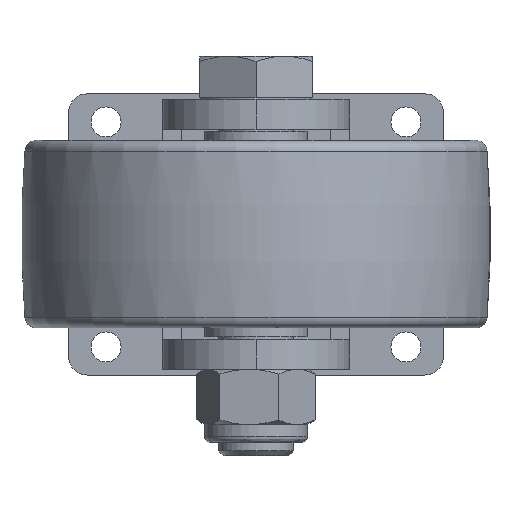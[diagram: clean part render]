
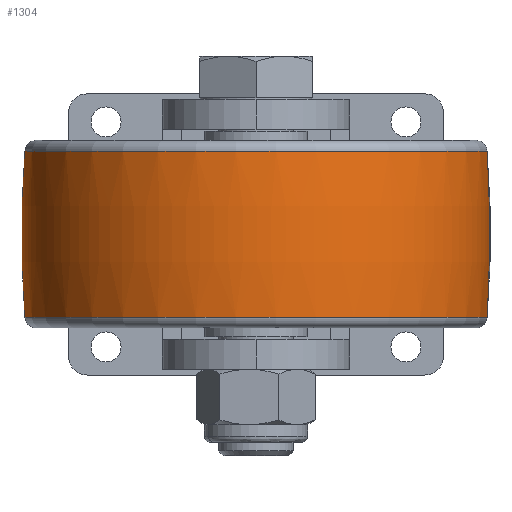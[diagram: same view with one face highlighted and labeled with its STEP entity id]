
A CAD part, front view. The second image highlights one B-rep face of the part: STEP entity #1304.
In plain terms, the highlighted toroidal (fillet/blend) face has major radius 675 mm and minor radius 800 mm.
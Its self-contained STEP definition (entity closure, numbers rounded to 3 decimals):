
#737 = DIRECTION ( 'NONE',  ( 0., 0., -1. ) ) ;
#927 = CARTESIAN_POINT ( 'NONE',  ( 0., -245., -44.182 ) ) ;
#1222 = DIRECTION ( 'NONE',  ( -0.996, 0.088, 0. ) ) ;
#1304 = ADVANCED_FACE ( 'NONE', ( #23442 ), #9499, .T. ) ;
#1839 = AXIS2_PLACEMENT_3D ( 'NONE', #5720, #27905, #8146 ) ;
#2968 = DIRECTION ( 'NONE',  ( 0., 0., 1. ) ) ;
#3029 = CARTESIAN_POINT ( 'NONE',  ( 672.392, -304.275, 0.15 ) ) ;
#4689 = AXIS2_PLACEMENT_3D ( 'NONE', #3029, #25324, #11984 ) ;
#5720 = CARTESIAN_POINT ( 'NONE',  ( -672.392, -185.725, 0.15 ) ) ;
#5914 = CIRCLE ( 'NONE', #9333, 123.771 ) ;
#7443 = AXIS2_PLACEMENT_3D ( 'NONE', #14570, #23523, #1222 ) ;
#8098 = CIRCLE ( 'NONE', #20050, 123.771 ) ;
#8146 = DIRECTION ( 'NONE',  ( -0.996, 0.088, 0. ) ) ;
#9333 = AXIS2_PLACEMENT_3D ( 'NONE', #927, #2968, #18584 ) ;
#9499 = TOROIDAL_SURFACE ( 'NONE', #7443, -675., 800. ) ;
#10668 = EDGE_LOOP ( 'NONE', ( #25580, #15371, #13335, #14876 ) ) ;
#11092 = CARTESIAN_POINT ( 'NONE',  ( 123.293, -255.869, 44.482 ) ) ;
#11603 = EDGE_CURVE ( 'NONE', #12308, #23406, #8098, .T. ) ;
#11829 = DIRECTION ( 'NONE',  ( -0.996, 0.088, 0. ) ) ;
#11984 = DIRECTION ( 'NONE',  ( 0.996, -0.088, 0. ) ) ;
#12308 = VERTEX_POINT ( 'NONE', #11092 ) ;
#13062 = CARTESIAN_POINT ( 'NONE',  ( -123.293, -234.131, 44.482 ) ) ;
#13335 = ORIENTED_EDGE ( 'NONE', *, *, #22474, .T. ) ;
#14570 = CARTESIAN_POINT ( 'NONE',  ( 0., -245., 0.15 ) ) ;
#14876 = ORIENTED_EDGE ( 'NONE', *, *, #22344, .T. ) ;
#14977 = CIRCLE ( 'NONE', #1839, 800. ) ;
#15371 = ORIENTED_EDGE ( 'NONE', *, *, #11603, .T. ) ;
#16403 = VERTEX_POINT ( 'NONE', #23977 ) ;
#17096 = EDGE_CURVE ( 'NONE', #12308, #25392, #14977, .T. ) ;
#18584 = DIRECTION ( 'NONE',  ( 0.996, -0.088, 0. ) ) ;
#18657 = CARTESIAN_POINT ( 'NONE',  ( 123.293, -255.869, -44.182 ) ) ;
#20050 = AXIS2_PLACEMENT_3D ( 'NONE', #27303, #737, #11829 ) ;
#22305 = CIRCLE ( 'NONE', #4689, 800. ) ;
#22344 = EDGE_CURVE ( 'NONE', #16403, #25392, #5914, .T. ) ;
#22474 = EDGE_CURVE ( 'NONE', #23406, #16403, #22305, .T. ) ;
#23406 = VERTEX_POINT ( 'NONE', #13062 ) ;
#23442 = FACE_OUTER_BOUND ( 'NONE', #10668, .T. ) ;
#23523 = DIRECTION ( 'NONE',  ( 0., 0., -1. ) ) ;
#23977 = CARTESIAN_POINT ( 'NONE',  ( -123.293, -234.131, -44.182 ) ) ;
#25324 = DIRECTION ( 'NONE',  ( -0.088, -0.996, 0. ) ) ;
#25392 = VERTEX_POINT ( 'NONE', #18657 ) ;
#25580 = ORIENTED_EDGE ( 'NONE', *, *, #17096, .F. ) ;
#27303 = CARTESIAN_POINT ( 'NONE',  ( 0., -245., 44.482 ) ) ;
#27905 = DIRECTION ( 'NONE',  ( 0.088, 0.996, 0. ) ) ;
